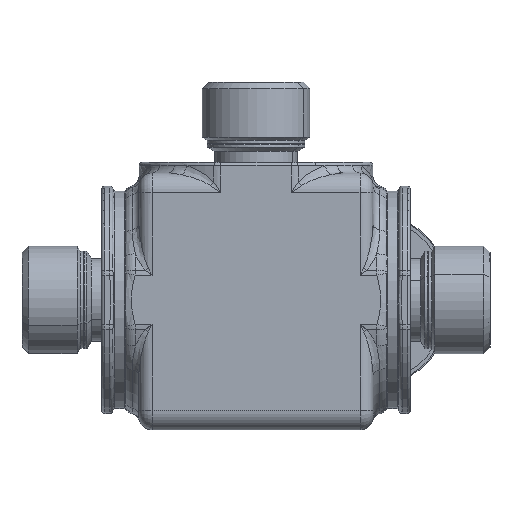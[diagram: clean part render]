
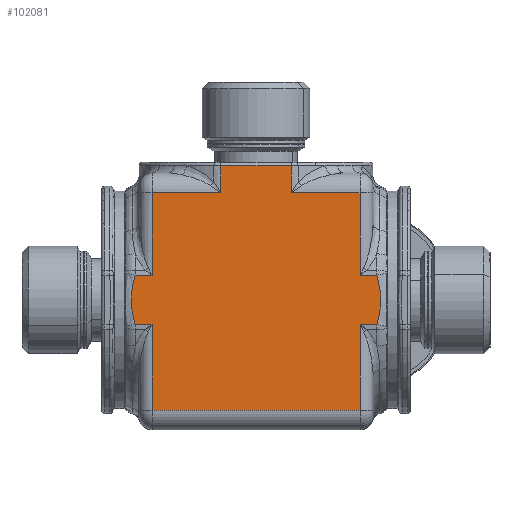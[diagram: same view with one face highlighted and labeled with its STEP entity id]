
A CAD part, front view. The second image highlights one B-rep face of the part: STEP entity #102081.
In plain terms, the highlighted planar face has unit normal (0, -1, 0).
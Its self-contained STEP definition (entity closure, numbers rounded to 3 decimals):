
#97636=CARTESIAN_POINT('Axis2P3D Location',(0.,-34.,0.)) ;
#98596=CARTESIAN_POINT('Vertex',(37.205,-34.,-7.55)) ;
#98715=CARTESIAN_POINT('Vertex',(37.205,-34.,7.55)) ;
#98719=CARTESIAN_POINT('Control Point',(37.205,-34.,7.55)) ;
#98720=CARTESIAN_POINT('Control Point',(37.223,-34.,7.468)) ;
#98721=CARTESIAN_POINT('Control Point',(37.242,-34.,7.386)) ;
#98722=CARTESIAN_POINT('Control Point',(37.261,-34.,7.305)) ;
#98723=CARTESIAN_POINT('Control Point',(37.431,-34.,6.56)) ;
#98724=CARTESIAN_POINT('Control Point',(37.602,-34.,5.82)) ;
#98725=CARTESIAN_POINT('Control Point',(37.75,-34.,5.165)) ;
#98726=CARTESIAN_POINT('Control Point',(38.01,-34.,3.959)) ;
#98727=CARTESIAN_POINT('Control Point',(38.219,-34.,2.758)) ;
#98728=CARTESIAN_POINT('Control Point',(38.3,-34.,2.208)) ;
#98729=CARTESIAN_POINT('Control Point',(38.408,-34.,1.237)) ;
#98730=CARTESIAN_POINT('Control Point',(38.445,-34.,0.266)) ;
#98731=CARTESIAN_POINT('Control Point',(38.446,-34.,-0.154)) ;
#98732=CARTESIAN_POINT('Control Point',(38.418,-34.,-1.062)) ;
#98733=CARTESIAN_POINT('Control Point',(38.327,-34.,-1.969)) ;
#98734=CARTESIAN_POINT('Control Point',(38.262,-34.,-2.457)) ;
#98735=CARTESIAN_POINT('Control Point',(38.054,-34.,-3.76)) ;
#98736=CARTESIAN_POINT('Control Point',(37.775,-34.,-5.067)) ;
#98737=CARTESIAN_POINT('Control Point',(37.587,-34.,-5.887)) ;
#98738=CARTESIAN_POINT('Control Point',(37.394,-34.,-6.715)) ;
#98739=CARTESIAN_POINT('Control Point',(37.205,-34.,-7.55)) ;
#99130=CARTESIAN_POINT('Vertex',(32.,-34.,-34.)) ;
#99151=CARTESIAN_POINT('Line Origine',(0.,-34.,-34.)) ;
#99155=CARTESIAN_POINT('Vertex',(-32.,-34.,-34.)) ;
#99876=CARTESIAN_POINT('Vertex',(-37.205,-34.,7.55)) ;
#99995=CARTESIAN_POINT('Vertex',(-37.205,-34.,-7.55)) ;
#99999=CARTESIAN_POINT('Control Point',(-37.205,-34.,-7.55)) ;
#100000=CARTESIAN_POINT('Control Point',(-37.223,-34.,-7.468)) ;
#100001=CARTESIAN_POINT('Control Point',(-37.242,-34.,-7.386)) ;
#100002=CARTESIAN_POINT('Control Point',(-37.261,-34.,-7.305)) ;
#100003=CARTESIAN_POINT('Control Point',(-37.431,-34.,-6.56)) ;
#100004=CARTESIAN_POINT('Control Point',(-37.602,-34.,-5.82)) ;
#100005=CARTESIAN_POINT('Control Point',(-37.75,-34.,-5.165)) ;
#100006=CARTESIAN_POINT('Control Point',(-38.01,-34.,-3.959)) ;
#100007=CARTESIAN_POINT('Control Point',(-38.219,-34.,-2.758)) ;
#100008=CARTESIAN_POINT('Control Point',(-38.3,-34.,-2.208)) ;
#100009=CARTESIAN_POINT('Control Point',(-38.408,-34.,-1.237)) ;
#100010=CARTESIAN_POINT('Control Point',(-38.445,-34.,-0.266)) ;
#100011=CARTESIAN_POINT('Control Point',(-38.446,-34.,0.154)) ;
#100012=CARTESIAN_POINT('Control Point',(-38.418,-34.,1.062)) ;
#100013=CARTESIAN_POINT('Control Point',(-38.327,-34.,1.969)) ;
#100014=CARTESIAN_POINT('Control Point',(-38.262,-34.,2.457)) ;
#100015=CARTESIAN_POINT('Control Point',(-38.054,-34.,3.76)) ;
#100016=CARTESIAN_POINT('Control Point',(-37.775,-34.,5.067)) ;
#100017=CARTESIAN_POINT('Control Point',(-37.587,-34.,5.887)) ;
#100018=CARTESIAN_POINT('Control Point',(-37.394,-34.,6.715)) ;
#100019=CARTESIAN_POINT('Control Point',(-37.205,-34.,7.55)) ;
#101343=CARTESIAN_POINT('Vertex',(-10.77,-34.,41.3)) ;
#101364=CARTESIAN_POINT('Line Origine',(0.,-34.,41.3)) ;
#101368=CARTESIAN_POINT('Vertex',(10.77,-34.,41.3)) ;
#101973=CARTESIAN_POINT('Line Origine',(0.,-34.,-7.55)) ;
#101977=CARTESIAN_POINT('Vertex',(32.,-34.,-7.55)) ;
#101994=CARTESIAN_POINT('Line Origine',(-34.602,-34.,-7.55)) ;
#101998=CARTESIAN_POINT('Vertex',(-32.,-34.,-7.55)) ;
#102001=CARTESIAN_POINT('Line Origine',(-32.,-34.,-20.775)) ;
#102006=CARTESIAN_POINT('Line Origine',(32.,-34.,-20.775)) ;
#102011=CARTESIAN_POINT('Line Origine',(34.602,-34.,7.55)) ;
#102015=CARTESIAN_POINT('Vertex',(32.,-34.,7.55)) ;
#102018=CARTESIAN_POINT('Line Origine',(32.,-34.,20.275)) ;
#102022=CARTESIAN_POINT('Vertex',(32.,-34.,33.)) ;
#102025=CARTESIAN_POINT('Line Origine',(21.385,-34.,33.)) ;
#102029=CARTESIAN_POINT('Vertex',(10.77,-34.,33.)) ;
#102032=CARTESIAN_POINT('Line Origine',(10.77,-34.,37.15)) ;
#102037=CARTESIAN_POINT('Line Origine',(-10.77,-34.,37.15)) ;
#102041=CARTESIAN_POINT('Vertex',(-10.77,-34.,33.)) ;
#102044=CARTESIAN_POINT('Line Origine',(-21.385,-34.,33.)) ;
#102048=CARTESIAN_POINT('Vertex',(-32.,-34.,33.)) ;
#102051=CARTESIAN_POINT('Line Origine',(-32.,-34.,20.275)) ;
#102055=CARTESIAN_POINT('Vertex',(-32.,-34.,7.55)) ;
#102058=CARTESIAN_POINT('Line Origine',(-34.602,-34.,7.55)) ;
#99153=VECTOR('Line Direction',#99152,1.) ;
#101366=VECTOR('Line Direction',#101365,1.) ;
#101975=VECTOR('Line Direction',#101974,1.) ;
#101996=VECTOR('Line Direction',#101995,1.) ;
#102003=VECTOR('Line Direction',#102002,1.) ;
#102008=VECTOR('Line Direction',#102007,1.) ;
#102013=VECTOR('Line Direction',#102012,1.) ;
#102020=VECTOR('Line Direction',#102019,1.) ;
#102027=VECTOR('Line Direction',#102026,1.) ;
#102034=VECTOR('Line Direction',#102033,1.) ;
#102039=VECTOR('Line Direction',#102038,1.) ;
#102046=VECTOR('Line Direction',#102045,1.) ;
#102053=VECTOR('Line Direction',#102052,1.) ;
#102060=VECTOR('Line Direction',#102059,1.) ;
#97637=DIRECTION('Axis2P3D Direction',(0.,1.,0.)) ;
#97638=DIRECTION('Axis2P3D XDirection',(-1.,0.,0.)) ;
#99152=DIRECTION('Vector Direction',(1.,0.,0.)) ;
#101365=DIRECTION('Vector Direction',(-1.,0.,0.)) ;
#101974=DIRECTION('Vector Direction',(-1.,0.,0.)) ;
#101995=DIRECTION('Vector Direction',(-1.,0.,0.)) ;
#102002=DIRECTION('Vector Direction',(0.,0.,-1.)) ;
#102007=DIRECTION('Vector Direction',(0.,0.,-1.)) ;
#102012=DIRECTION('Vector Direction',(-1.,0.,0.)) ;
#102019=DIRECTION('Vector Direction',(0.,0.,-1.)) ;
#102026=DIRECTION('Vector Direction',(-1.,0.,0.)) ;
#102033=DIRECTION('Vector Direction',(0.,0.,-1.)) ;
#102038=DIRECTION('Vector Direction',(0.,0.,1.)) ;
#102045=DIRECTION('Vector Direction',(-1.,0.,0.)) ;
#102052=DIRECTION('Vector Direction',(0.,0.,-1.)) ;
#102059=DIRECTION('Vector Direction',(-1.,0.,0.)) ;
#97639=AXIS2_PLACEMENT_3D('Plane Axis2P3D',#97636,#97637,#97638) ;
#99154=LINE('Line',#99151,#99153) ;
#101367=LINE('Line',#101364,#101366) ;
#101976=LINE('Line',#101973,#101975) ;
#101997=LINE('Line',#101994,#101996) ;
#102004=LINE('Line',#102001,#102003) ;
#102009=LINE('Line',#102006,#102008) ;
#102014=LINE('Line',#102011,#102013) ;
#102021=LINE('Line',#102018,#102020) ;
#102028=LINE('Line',#102025,#102027) ;
#102035=LINE('Line',#102032,#102034) ;
#102040=LINE('Line',#102037,#102039) ;
#102047=LINE('Line',#102044,#102046) ;
#102054=LINE('Line',#102051,#102053) ;
#102061=LINE('Line',#102058,#102060) ;
#97640=PLANE('',#97639) ;
#98740=EDGE_CURVE('',#98597,#98716,#98718,.F.) ;
#99157=EDGE_CURVE('',#99131,#99156,#99154,.F.) ;
#100020=EDGE_CURVE('',#99877,#99996,#99998,.F.) ;
#101370=EDGE_CURVE('',#101344,#101369,#101367,.F.) ;
#101979=EDGE_CURVE('',#101978,#98597,#101976,.F.) ;
#102000=EDGE_CURVE('',#99996,#101999,#101997,.F.) ;
#102005=EDGE_CURVE('',#99156,#101999,#102004,.F.) ;
#102010=EDGE_CURVE('',#99131,#101978,#102009,.F.) ;
#102017=EDGE_CURVE('',#98716,#102016,#102014,.T.) ;
#102024=EDGE_CURVE('',#102016,#102023,#102021,.F.) ;
#102031=EDGE_CURVE('',#102023,#102030,#102028,.T.) ;
#102036=EDGE_CURVE('',#101369,#102030,#102035,.T.) ;
#102043=EDGE_CURVE('',#102042,#101344,#102040,.T.) ;
#102050=EDGE_CURVE('',#102042,#102049,#102047,.T.) ;
#102057=EDGE_CURVE('',#102056,#102049,#102054,.F.) ;
#102062=EDGE_CURVE('',#102056,#99877,#102061,.T.) ;
#102064=ORIENTED_EDGE('',*,*,#100020,.T.) ;
#102065=ORIENTED_EDGE('',*,*,#102000,.T.) ;
#102066=ORIENTED_EDGE('',*,*,#102005,.F.) ;
#102067=ORIENTED_EDGE('',*,*,#99157,.F.) ;
#102068=ORIENTED_EDGE('',*,*,#102010,.T.) ;
#102069=ORIENTED_EDGE('',*,*,#101979,.T.) ;
#102070=ORIENTED_EDGE('',*,*,#98740,.T.) ;
#102071=ORIENTED_EDGE('',*,*,#102017,.T.) ;
#102072=ORIENTED_EDGE('',*,*,#102024,.T.) ;
#102073=ORIENTED_EDGE('',*,*,#102031,.T.) ;
#102074=ORIENTED_EDGE('',*,*,#102036,.F.) ;
#102075=ORIENTED_EDGE('',*,*,#101370,.F.) ;
#102076=ORIENTED_EDGE('',*,*,#102043,.F.) ;
#102077=ORIENTED_EDGE('',*,*,#102050,.T.) ;
#102078=ORIENTED_EDGE('',*,*,#102057,.F.) ;
#102079=ORIENTED_EDGE('',*,*,#102062,.T.) ;
#102063=EDGE_LOOP('',(#102064,#102065,#102066,#102067,#102068,#102069,#102070,#102071,#102072,#102073,#102074,#102075,#102076,#102077,#102078,#102079)) ;
#98597=VERTEX_POINT('',#98596) ;
#98716=VERTEX_POINT('',#98715) ;
#99131=VERTEX_POINT('',#99130) ;
#99156=VERTEX_POINT('',#99155) ;
#99877=VERTEX_POINT('',#99876) ;
#99996=VERTEX_POINT('',#99995) ;
#101344=VERTEX_POINT('',#101343) ;
#101369=VERTEX_POINT('',#101368) ;
#101978=VERTEX_POINT('',#101977) ;
#101999=VERTEX_POINT('',#101998) ;
#102016=VERTEX_POINT('',#102015) ;
#102023=VERTEX_POINT('',#102022) ;
#102030=VERTEX_POINT('',#102029) ;
#102042=VERTEX_POINT('',#102041) ;
#102049=VERTEX_POINT('',#102048) ;
#102056=VERTEX_POINT('',#102055) ;
#102081=ADVANCED_FACE('H0010430.1\\UW002692.1\\UW002692-inferiore',(#102080),#97640,.F.) ;
#98718=B_SPLINE_CURVE_WITH_KNOTS('',5,(#98719,#98720,#98721,#98722,#98723,#98724,#98725,#98726,#98727,#98728,#98729,#98730,#98731,#98732,#98733,#98734,#98735,#98736,#98737,#98738,#98739),.UNSPECIFIED.,.F.,.U.,(6,3,3,3,3,3,6),(28.543,29.148,34.069,38.235,41.408,45.093,51.27),.UNSPECIFIED.) ;
#99998=B_SPLINE_CURVE_WITH_KNOTS('',5,(#99999,#100000,#100001,#100002,#100003,#100004,#100005,#100006,#100007,#100008,#100009,#100010,#100011,#100012,#100013,#100014,#100015,#100016,#100017,#100018,#100019),.UNSPECIFIED.,.F.,.U.,(6,3,3,3,3,3,6),(28.543,29.148,34.069,38.235,41.408,45.093,51.27),.UNSPECIFIED.) ;
#102080=FACE_OUTER_BOUND('',#102063,.T.) ;
